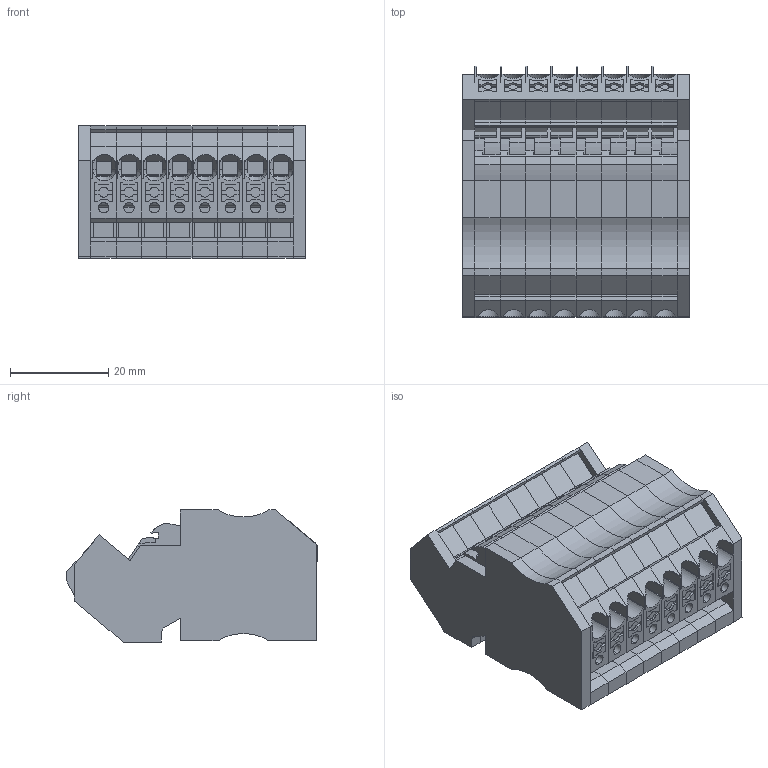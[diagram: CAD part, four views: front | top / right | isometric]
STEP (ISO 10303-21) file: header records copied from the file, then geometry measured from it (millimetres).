
FILE_DESCRIPTION(('Creo Elements/Direct Modeling STEP Export'),'2;1');
FILE_NAME('model.stp','2019-10-02T 0:48:44',(''),(''),'Creo Elements/Direct Modeling STEP processor for AP214 (Solid Model)','Creo Elements/Direct Modeling 20.1A 29-Sep-2018 (C) Parametric Technology GmbH','');
FILE_SCHEMA(('AUTOMOTIVE_DESIGN { 1 0 10303 214 1 1 1 1 }'));
Products named in the file (2): PT_4_WE_8-select
Assembly tree (1 placements, depth 2):
  PT_4_WE_8-select
    PT_4_WE_8-select
Bounding box: 46.2 x 51.3 x 26.9 mm (x, y, z)
Volume: 41946.5 mm3; surface area: 16650 mm2
Topology: 1 solids, 1 shells, 1363 faces, 3648 edges, 2311 vertices
Faces by surface type: plane 1183, cylinder 164, cone 16
Entity records: 59870 total; most frequent: CARTESIAN_POINT 17718, ORIENTED_EDGE 7296, DIRECTION 5325, EDGE_CURVE 3648, VECTOR 2775, LINE 2775, VERTEX_POINT 2311, EDGE_LOOP 1387
